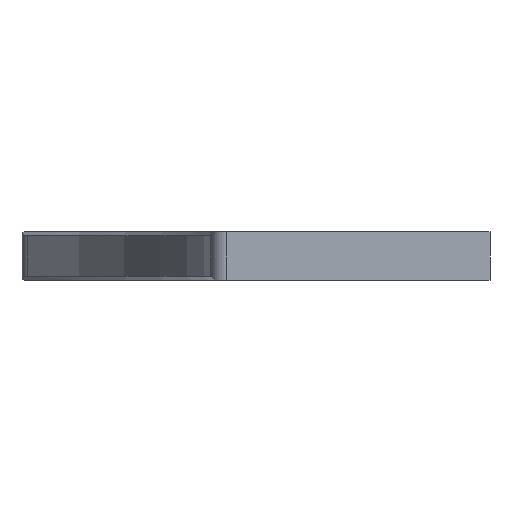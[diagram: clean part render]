
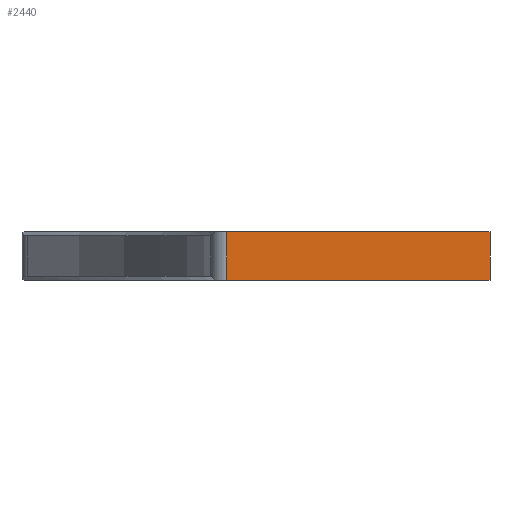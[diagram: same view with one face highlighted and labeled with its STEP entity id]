
A CAD part, front view. The second image highlights one B-rep face of the part: STEP entity #2440.
In plain terms, the highlighted planar face has unit normal (0, -1, 0).
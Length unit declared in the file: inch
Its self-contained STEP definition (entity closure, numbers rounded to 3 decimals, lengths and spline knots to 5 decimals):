
#7 = VECTOR ( 'NONE', #1899, 39.37008 ) ;
#60 = VECTOR ( 'NONE', #2111, 39.37008 ) ;
#79 = LINE ( 'NONE', #2372, #60 ) ;
#197 = LINE ( 'NONE', #729, #7 ) ;
#258 = LINE ( 'NONE', #1111, #2618 ) ;
#330 = CARTESIAN_POINT ( 'NONE',  ( 4.68633, 0., -0.3735 ) ) ;
#363 = VERTEX_POINT ( 'NONE', #1422 ) ;
#480 = ORIENTED_EDGE ( 'NONE', *, *, #3088, .T. ) ;
#550 = ORIENTED_EDGE ( 'NONE', *, *, #2112, .T. ) ;
#729 = CARTESIAN_POINT ( 'NONE',  ( 6.719, 0., -0.3735 ) ) ;
#1097 = EDGE_LOOP ( 'NONE', ( #3383, #1210, #480, #550 ) ) ;
#1098 = VERTEX_POINT ( 'NONE', #2154 ) ;
#1111 = CARTESIAN_POINT ( 'NONE',  ( 4.68633, 0., -0.3425 ) ) ;
#1210 = ORIENTED_EDGE ( 'NONE', *, *, #1866, .T. ) ;
#1285 = DIRECTION ( 'NONE',  ( 1., 0., 0. ) ) ;
#1422 = CARTESIAN_POINT ( 'NONE',  ( 4.68633, 0., 0. ) ) ;
#1585 = AXIS2_PLACEMENT_3D ( 'NONE', #3735, #2884, #1977 ) ;
#1866 = EDGE_CURVE ( 'NONE', #363, #3126, #258, .T. ) ;
#1899 = DIRECTION ( 'NONE',  ( 0., 0., 1. ) ) ;
#1977 = DIRECTION ( 'NONE',  ( 0., 0., -1. ) ) ;
#2018 = FACE_OUTER_BOUND ( 'NONE', #1097, .T. ) ;
#2028 = EDGE_CURVE ( 'NONE', #363, #3287, #3614, .T. ) ;
#2045 = DIRECTION ( 'NONE',  ( 0., 0., -1. ) ) ;
#2111 = DIRECTION ( 'NONE',  ( 1., 0., 0. ) ) ;
#2112 = EDGE_CURVE ( 'NONE', #1098, #3287, #197, .T. ) ;
#2154 = CARTESIAN_POINT ( 'NONE',  ( 6.719, 0., -0.3735 ) ) ;
#2372 = CARTESIAN_POINT ( 'NONE',  ( 4.563, 0., -0.3735 ) ) ;
#2440 = ADVANCED_FACE ( 'NONE', ( #2018 ), #2581, .T. ) ;
#2581 = PLANE ( 'NONE',  #1585 ) ;
#2618 = VECTOR ( 'NONE', #2045, 39.37008 ) ;
#2776 = CARTESIAN_POINT ( 'NONE',  ( 4.563, 0., 0. ) ) ;
#2884 = DIRECTION ( 'NONE',  ( 0., -1., 0. ) ) ;
#2920 = VECTOR ( 'NONE', #1285, 39.37008 ) ;
#3088 = EDGE_CURVE ( 'NONE', #3126, #1098, #79, .T. ) ;
#3126 = VERTEX_POINT ( 'NONE', #330 ) ;
#3287 = VERTEX_POINT ( 'NONE', #3373 ) ;
#3373 = CARTESIAN_POINT ( 'NONE',  ( 6.719, 0., 0. ) ) ;
#3383 = ORIENTED_EDGE ( 'NONE', *, *, #2028, .F. ) ;
#3614 = LINE ( 'NONE', #2776, #2920 ) ;
#3735 = CARTESIAN_POINT ( 'NONE',  ( 4.563, 0., -0.3735 ) ) ;
